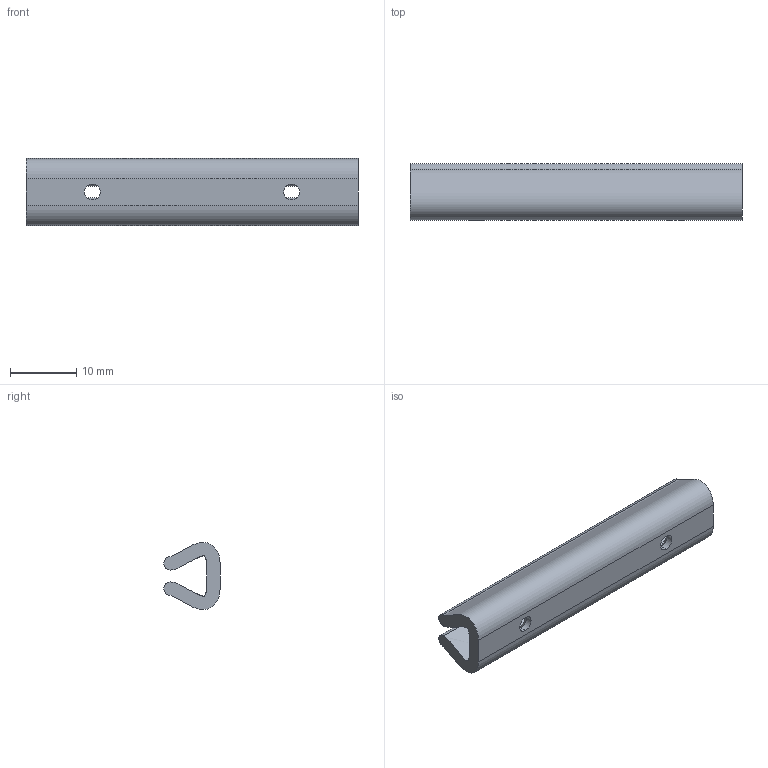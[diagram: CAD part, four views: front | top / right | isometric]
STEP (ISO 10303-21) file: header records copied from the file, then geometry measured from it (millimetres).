
FILE_DESCRIPTION (( 'STEP AP214' ), '1' );
FILE_NAME ('捚親薯盓殤奻.STEP', '2025-08-07T14:28:15', ( '' ), ( '' ), 'SwSTEP 2.0', 'SolidWorks 2023', '' );
FILE_SCHEMA (( 'AUTOMOTIVE_DESIGN' ));
Length unit declared in the file: millimetre
Products named in the file (1): 亚克力支架上
Bounding box: 50 x 8.46 x 10.09 mm (x, y, z)
Volume: 2173.2 mm3; surface area: 2463.9 mm2
Topology: 1 solids, 1 shells, 24 faces, 60 edges, 36 vertices
Faces by surface type: plane 10, cylinder 6, cone 4, bspline 4
Entity records: 951 total; most frequent: CARTESIAN_POINT 357, ORIENTED_EDGE 120, DIRECTION 118, EDGE_CURVE 60, AXIS2_PLACEMENT_3D 45, VERTEX_POINT 36, VECTOR 28, LINE 28
